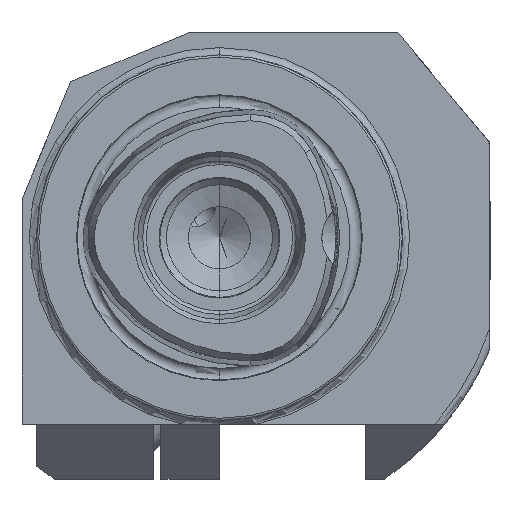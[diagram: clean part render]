
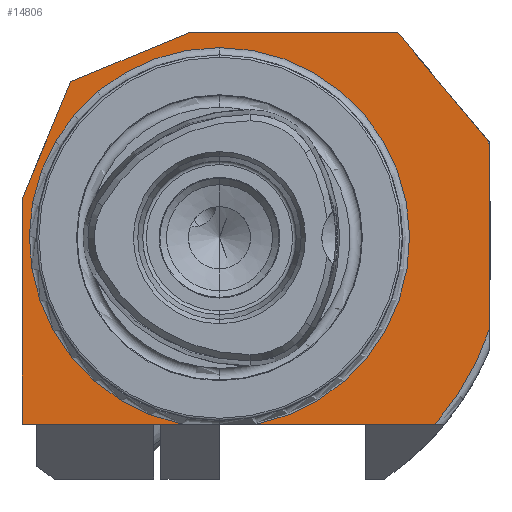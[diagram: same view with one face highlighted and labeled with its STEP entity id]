
A CAD part, left-side view. The second image highlights one B-rep face of the part: STEP entity #14806.
In plain terms, the highlighted planar face has unit normal (-1, 0, 0).
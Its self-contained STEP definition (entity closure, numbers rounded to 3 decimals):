
#275 = CARTESIAN_POINT ( 'NONE',  ( 21., 20.337, 21.337 ) ) ;
#336 = CARTESIAN_POINT ( 'NONE',  ( 21., 0., 0. ) ) ;
#380 = DIRECTION ( 'NONE',  ( 0., 1., 0. ) ) ;
#447 = AXIS2_PLACEMENT_3D ( 'NONE', #1299, #13094, #10183 ) ;
#605 = EDGE_CURVE ( 'NONE', #9298, #8673, #1522, .T. ) ;
#830 = CARTESIAN_POINT ( 'NONE',  ( 21., 39., -25.5 ) ) ;
#936 = CARTESIAN_POINT ( 'NONE',  ( 21., 30.614, -3.474 ) ) ;
#1128 = DIRECTION ( 'NONE',  ( 0., 0., 1. ) ) ;
#1159 = ORIENTED_EDGE ( 'NONE', *, *, #9947, .T. ) ;
#1299 = CARTESIAN_POINT ( 'NONE',  ( 21., 0., 0. ) ) ;
#1513 = VECTOR ( 'NONE', #8263, 1000. ) ;
#1522 = LINE ( 'NONE', #10141, #16340 ) ;
#1721 = DIRECTION ( 'NONE',  ( 0., 0., 1. ) ) ;
#1919 = CIRCLE ( 'NONE', #4862, 39. ) ;
#2094 = VERTEX_POINT ( 'NONE', #275 ) ;
#2307 = CARTESIAN_POINT ( 'NONE',  ( 21., 39., -25.5 ) ) ;
#2421 = VECTOR ( 'NONE', #3546, 1000. ) ;
#2492 = CARTESIAN_POINT ( 'NONE',  ( 21., 0., 0. ) ) ;
#2710 = VERTEX_POINT ( 'NONE', #9497 ) ;
#2877 = DIRECTION ( 'NONE',  ( 0., 0.643, 0.766 ) ) ;
#3046 = VECTOR ( 'NONE', #2877, 1000. ) ;
#3546 = DIRECTION ( 'NONE',  ( 0., 0.924, -0.383 ) ) ;
#3574 = AXIS2_PLACEMENT_3D ( 'NONE', #12376, #9075, #1721 ) ;
#3681 = ORIENTED_EDGE ( 'NONE', *, *, #6623, .T. ) ;
#3734 = ORIENTED_EDGE ( 'NONE', *, *, #15857, .F. ) ;
#3841 = AXIS2_PLACEMENT_3D ( 'NONE', #336, #15336, #12468 ) ;
#4213 = LINE ( 'NONE', #4316, #3046 ) ;
#4263 = FACE_OUTER_BOUND ( 'NONE', #11016, .T. ) ;
#4316 = CARTESIAN_POINT ( 'NONE',  ( 21., -12., 42.794 ) ) ;
#4802 = EDGE_CURVE ( 'NONE', #18493, #2710, #9426, .T. ) ;
#4862 = AXIS2_PLACEMENT_3D ( 'NONE', #16165, #14648, #17665 ) ;
#4987 = CARTESIAN_POINT ( 'NONE',  ( 21., 39., 28. ) ) ;
#5085 = EDGE_CURVE ( 'NONE', #15914, #2710, #13214, .T. ) ;
#5115 = EDGE_CURVE ( 'NONE', #9298, #18493, #1919, .T. ) ;
#5134 = ORIENTED_EDGE ( 'NONE', *, *, #5115, .F. ) ;
#5362 = CARTESIAN_POINT ( 'NONE',  ( 21., -36.596, 13.482 ) ) ;
#5640 = EDGE_CURVE ( 'NONE', #11162, #15914, #18821, .T. ) ;
#5873 = VERTEX_POINT ( 'NONE', #12145 ) ;
#5928 = VECTOR ( 'NONE', #12480, 1000. ) ;
#6225 = CARTESIAN_POINT ( 'NONE',  ( 21., 27., 5.25 ) ) ;
#6268 = ORIENTED_EDGE ( 'NONE', *, *, #5085, .T. ) ;
#6623 = EDGE_CURVE ( 'NONE', #19435, #9794, #4213, .T. ) ;
#6667 = ORIENTED_EDGE ( 'NONE', *, *, #605, .T. ) ;
#7410 = ORIENTED_EDGE ( 'NONE', *, *, #14856, .T. ) ;
#7872 = ORIENTED_EDGE ( 'NONE', *, *, #5640, .T. ) ;
#8263 = DIRECTION ( 'NONE',  ( 0., 1., 0. ) ) ;
#8362 = VECTOR ( 'NONE', #14359, 1000. ) ;
#8459 = CARTESIAN_POINT ( 'NONE',  ( 21., 5.074, -25.5 ) ) ;
#8516 = DIRECTION ( 'NONE',  ( 0., 0., -1. ) ) ;
#8581 = LINE ( 'NONE', #830, #1513 ) ;
#8673 = VERTEX_POINT ( 'NONE', #10347 ) ;
#9075 = DIRECTION ( 'NONE',  ( -1., 0., 0. ) ) ;
#9260 = AXIS2_PLACEMENT_3D ( 'NONE', #2492, #14378, #8516 ) ;
#9298 = VERTEX_POINT ( 'NONE', #16403 ) ;
#9426 = LINE ( 'NONE', #2307, #13907 ) ;
#9497 = CARTESIAN_POINT ( 'NONE',  ( 21., -5.074, -25.5 ) ) ;
#9794 = VERTEX_POINT ( 'NONE', #17163 ) ;
#9947 = EDGE_CURVE ( 'NONE', #2094, #14740, #12390, .T. ) ;
#10141 = CARTESIAN_POINT ( 'NONE',  ( 21., -37., 0. ) ) ;
#10183 = DIRECTION ( 'NONE',  ( 0., 0., -1. ) ) ;
#10347 = CARTESIAN_POINT ( 'NONE',  ( 21., -37., 12.329 ) ) ;
#10547 = ORIENTED_EDGE ( 'NONE', *, *, #13936, .F. ) ;
#11016 = EDGE_LOOP ( 'NONE', ( #16113, #5134, #6667, #10547, #3681, #7410, #19275, #1159, #19411, #3734, #7872, #6268 ) ) ;
#11162 = VERTEX_POINT ( 'NONE', #8459 ) ;
#12145 = CARTESIAN_POINT ( 'NONE',  ( 21., 27., -25.5 ) ) ;
#12376 = CARTESIAN_POINT ( 'NONE',  ( 21., 39., 0. ) ) ;
#12390 = LINE ( 'NONE', #936, #8362 ) ;
#12468 = DIRECTION ( 'NONE',  ( 0., 0., -1. ) ) ;
#12480 = DIRECTION ( 'NONE',  ( 0., 0., -1. ) ) ;
#12522 = LINE ( 'NONE', #12547, #2421 ) ;
#12547 = CARTESIAN_POINT ( 'NONE',  ( 21., 43.81, 11.614 ) ) ;
#12905 = DIRECTION ( 'NONE',  ( 0., 1., 0. ) ) ;
#13094 = DIRECTION ( 'NONE',  ( 1., 0., 0. ) ) ;
#13214 = CIRCLE ( 'NONE', #447, 26. ) ;
#13237 = EDGE_CURVE ( 'NONE', #17392, #2094, #12522, .T. ) ;
#13907 = VECTOR ( 'NONE', #12905, 1000. ) ;
#13918 = CARTESIAN_POINT ( 'NONE',  ( 21., 27., 0. ) ) ;
#13936 = EDGE_CURVE ( 'NONE', #19435, #8673, #14611, .T. ) ;
#14097 = LINE ( 'NONE', #4987, #19276 ) ;
#14359 = DIRECTION ( 'NONE',  ( 0., 0.383, -0.924 ) ) ;
#14378 = DIRECTION ( 'NONE',  ( 1., 0., 0. ) ) ;
#14611 = CIRCLE ( 'NONE', #3841, 39. ) ;
#14648 = DIRECTION ( 'NONE',  ( 1., 0., 0. ) ) ;
#14740 = VERTEX_POINT ( 'NONE', #6225 ) ;
#14806 = ADVANCED_FACE ( 'NONE', ( #4263 ), #16759, .T. ) ;
#14856 = EDGE_CURVE ( 'NONE', #9794, #17392, #14097, .T. ) ;
#15107 = LINE ( 'NONE', #13918, #5928 ) ;
#15336 = DIRECTION ( 'NONE',  ( 1., 0., 0. ) ) ;
#15857 = EDGE_CURVE ( 'NONE', #11162, #5873, #8581, .T. ) ;
#15869 = CARTESIAN_POINT ( 'NONE',  ( 21., 4.25, 28. ) ) ;
#15914 = VERTEX_POINT ( 'NONE', #18784 ) ;
#16113 = ORIENTED_EDGE ( 'NONE', *, *, #4802, .F. ) ;
#16165 = CARTESIAN_POINT ( 'NONE',  ( 21., 0., 0. ) ) ;
#16340 = VECTOR ( 'NONE', #1128, 1000. ) ;
#16403 = CARTESIAN_POINT ( 'NONE',  ( 21., -37., -12.329 ) ) ;
#16751 = CARTESIAN_POINT ( 'NONE',  ( 21., -29.508, -25.5 ) ) ;
#16759 = PLANE ( 'NONE',  #3574 ) ;
#17107 = EDGE_CURVE ( 'NONE', #14740, #5873, #15107, .T. ) ;
#17163 = CARTESIAN_POINT ( 'NONE',  ( 21., -24.414, 28. ) ) ;
#17392 = VERTEX_POINT ( 'NONE', #15869 ) ;
#17665 = DIRECTION ( 'NONE',  ( 0., 0., -1. ) ) ;
#18493 = VERTEX_POINT ( 'NONE', #16751 ) ;
#18784 = CARTESIAN_POINT ( 'NONE',  ( 21., 0., 26. ) ) ;
#18821 = CIRCLE ( 'NONE', #9260, 26. ) ;
#19275 = ORIENTED_EDGE ( 'NONE', *, *, #13237, .T. ) ;
#19276 = VECTOR ( 'NONE', #380, 1000. ) ;
#19411 = ORIENTED_EDGE ( 'NONE', *, *, #17107, .T. ) ;
#19435 = VERTEX_POINT ( 'NONE', #5362 ) ;
